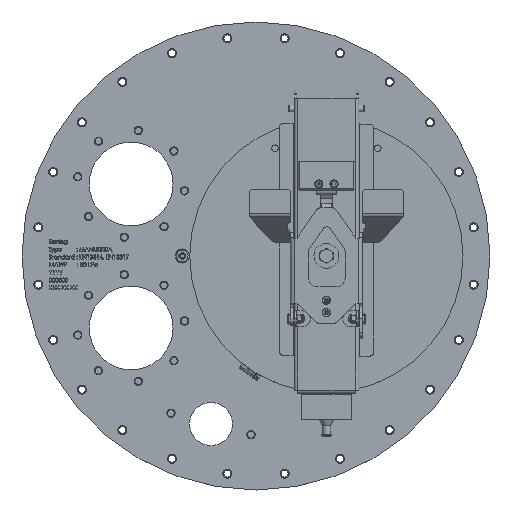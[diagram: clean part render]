
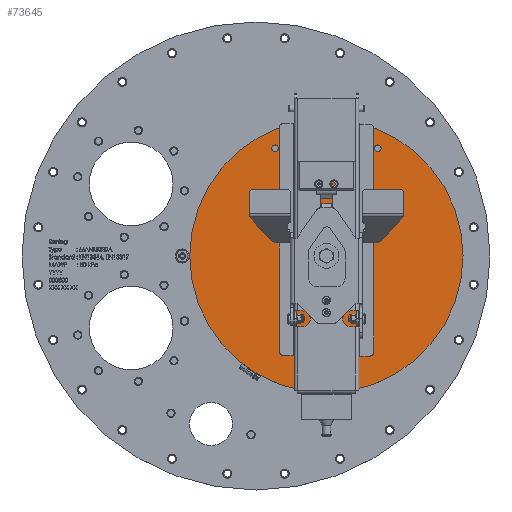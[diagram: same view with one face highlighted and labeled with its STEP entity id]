
A CAD part, top view. The second image highlights one B-rep face of the part: STEP entity #73645.
In plain terms, the highlighted planar face has unit normal (0, 0, 1).
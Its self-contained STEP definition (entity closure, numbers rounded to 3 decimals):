
#439 = VERTEX_POINT ( 'NONE', #84113 ) ;
#539 = CIRCLE ( 'NONE', #1420, 4.25 ) ;
#1420 = AXIS2_PLACEMENT_3D ( 'NONE', #26522, #3930, #66817 ) ;
#2207 = EDGE_CURVE ( 'NONE', #23647, #74378, #65184, .T. ) ;
#3930 = DIRECTION ( 'NONE',  ( 0., 0., 1. ) ) ;
#5574 = CIRCLE ( 'NONE', #56272, 4. ) ;
#6251 = CARTESIAN_POINT ( 'NONE',  ( 85., 0., 18.5 ) ) ;
#7924 = AXIS2_PLACEMENT_3D ( 'NONE', #21419, #66958, #27971 ) ;
#7955 = CARTESIAN_POINT ( 'NONE',  ( 151., 130., 18.5 ) ) ;
#8459 = EDGE_LOOP ( 'NONE', ( #52263, #20681 ) ) ;
#16550 = AXIS2_PLACEMENT_3D ( 'NONE', #36727, #75785, #30233 ) ;
#17498 = DIRECTION ( 'NONE',  ( 0., 0., 1. ) ) ;
#17662 = CIRCLE ( 'NONE', #44004, 165. ) ;
#18135 = CARTESIAN_POINT ( 'NONE',  ( 23., 130., 18.5 ) ) ;
#20133 = FACE_BOUND ( 'NONE', #8459, .T. ) ;
#20681 = ORIENTED_EDGE ( 'NONE', *, *, #64018, .F. ) ;
#21419 = CARTESIAN_POINT ( 'NONE',  ( 85., -3.5, 18.5 ) ) ;
#21853 = DIRECTION ( 'NONE',  ( 0., 0., 1. ) ) ;
#22453 = ORIENTED_EDGE ( 'NONE', *, *, #61766, .F. ) ;
#22678 = CIRCLE ( 'NONE', #28380, 4. ) ;
#23294 = EDGE_LOOP ( 'NONE', ( #70539, #81876 ) ) ;
#23647 = VERTEX_POINT ( 'NONE', #7955 ) ;
#23809 = EDGE_CURVE ( 'NONE', #25119, #439, #539, .T. ) ;
#23972 = AXIS2_PLACEMENT_3D ( 'NONE', #81578, #42586, #36008 ) ;
#24120 = VERTEX_POINT ( 'NONE', #63686 ) ;
#24637 = EDGE_LOOP ( 'NONE', ( #55831, #49631 ) ) ;
#24693 = DIRECTION ( 'NONE',  ( 1., 0., 0. ) ) ;
#25119 = VERTEX_POINT ( 'NONE', #79395 ) ;
#25152 = CIRCLE ( 'NONE', #50222, 165. ) ;
#25368 = DIRECTION ( 'NONE',  ( 0., 0., 1. ) ) ;
#26399 = EDGE_CURVE ( 'NONE', #439, #25119, #75556, .T. ) ;
#26522 = CARTESIAN_POINT ( 'NONE',  ( 85., 0., 18.5 ) ) ;
#27699 = PLANE ( 'NONE',  #7924 ) ;
#27971 = DIRECTION ( 'NONE',  ( 1., 0., 0. ) ) ;
#28318 = EDGE_CURVE ( 'NONE', #66656, #24120, #25152, .T. ) ;
#28380 = AXIS2_PLACEMENT_3D ( 'NONE', #18135, #63661, #24693 ) ;
#30233 = DIRECTION ( 'NONE',  ( 1., 0., 0. ) ) ;
#33506 = DIRECTION ( 'NONE',  ( 0., 0., 1. ) ) ;
#35320 = CARTESIAN_POINT ( 'NONE',  ( 19., 130., 18.5 ) ) ;
#36008 = DIRECTION ( 'NONE',  ( 1., 0., 0. ) ) ;
#36727 = CARTESIAN_POINT ( 'NONE',  ( 147., 130., 18.5 ) ) ;
#37419 = FACE_OUTER_BOUND ( 'NONE', #23294, .T. ) ;
#39461 = FACE_BOUND ( 'NONE', #56822, .T. ) ;
#42586 = DIRECTION ( 'NONE',  ( 0., 0., 1. ) ) ;
#44004 = AXIS2_PLACEMENT_3D ( 'NONE', #60807, #21853, #67386 ) ;
#44877 = VERTEX_POINT ( 'NONE', #70787 ) ;
#45714 = VERTEX_POINT ( 'NONE', #35320 ) ;
#49631 = ORIENTED_EDGE ( 'NONE', *, *, #23809, .F. ) ;
#50041 = CARTESIAN_POINT ( 'NONE',  ( 143., 130., 18.5 ) ) ;
#50222 = AXIS2_PLACEMENT_3D ( 'NONE', #6251, #17498, #80464 ) ;
#52150 = CIRCLE ( 'NONE', #53893, 4. ) ;
#52263 = ORIENTED_EDGE ( 'NONE', *, *, #2207, .F. ) ;
#53893 = AXIS2_PLACEMENT_3D ( 'NONE', #72536, #33506, #79036 ) ;
#54712 = FACE_BOUND ( 'NONE', #24637, .T. ) ;
#55746 = EDGE_CURVE ( 'NONE', #45714, #44877, #22678, .T. ) ;
#55831 = ORIENTED_EDGE ( 'NONE', *, *, #26399, .F. ) ;
#56272 = AXIS2_PLACEMENT_3D ( 'NONE', #64367, #25368, #70865 ) ;
#56822 = EDGE_LOOP ( 'NONE', ( #22453, #73445 ) ) ;
#60807 = CARTESIAN_POINT ( 'NONE',  ( 85., 0., 18.5 ) ) ;
#61766 = EDGE_CURVE ( 'NONE', #44877, #45714, #52150, .T. ) ;
#63661 = DIRECTION ( 'NONE',  ( 0., 0., 1. ) ) ;
#63686 = CARTESIAN_POINT ( 'NONE',  ( 250., 0., 18.5 ) ) ;
#64018 = EDGE_CURVE ( 'NONE', #74378, #23647, #5574, .T. ) ;
#64367 = CARTESIAN_POINT ( 'NONE',  ( 147., 130., 18.5 ) ) ;
#65184 = CIRCLE ( 'NONE', #16550, 4. ) ;
#66656 = VERTEX_POINT ( 'NONE', #81796 ) ;
#66817 = DIRECTION ( 'NONE',  ( 1., 0., 0. ) ) ;
#66958 = DIRECTION ( 'NONE',  ( 0., 0., 1. ) ) ;
#67386 = DIRECTION ( 'NONE',  ( 1., 0., 0. ) ) ;
#70539 = ORIENTED_EDGE ( 'NONE', *, *, #82219, .T. ) ;
#70787 = CARTESIAN_POINT ( 'NONE',  ( 27., 130., 18.5 ) ) ;
#70865 = DIRECTION ( 'NONE',  ( 1., 0., 0. ) ) ;
#72536 = CARTESIAN_POINT ( 'NONE',  ( 23., 130., 18.5 ) ) ;
#73445 = ORIENTED_EDGE ( 'NONE', *, *, #55746, .F. ) ;
#73645 = ADVANCED_FACE ( 'NONE', ( #39461, #20133, #54712, #37419 ), #27699, .T. ) ;
#74378 = VERTEX_POINT ( 'NONE', #50041 ) ;
#75556 = CIRCLE ( 'NONE', #23972, 4.25 ) ;
#75785 = DIRECTION ( 'NONE',  ( 0., 0., 1. ) ) ;
#79036 = DIRECTION ( 'NONE',  ( 1., 0., 0. ) ) ;
#79395 = CARTESIAN_POINT ( 'NONE',  ( 80.75, 0., 18.5 ) ) ;
#80464 = DIRECTION ( 'NONE',  ( 1., 0., 0. ) ) ;
#81578 = CARTESIAN_POINT ( 'NONE',  ( 85., 0., 18.5 ) ) ;
#81796 = CARTESIAN_POINT ( 'NONE',  ( -80., 0., 18.5 ) ) ;
#81876 = ORIENTED_EDGE ( 'NONE', *, *, #28318, .T. ) ;
#82219 = EDGE_CURVE ( 'NONE', #24120, #66656, #17662, .T. ) ;
#84113 = CARTESIAN_POINT ( 'NONE',  ( 89.25, 0., 18.5 ) ) ;
